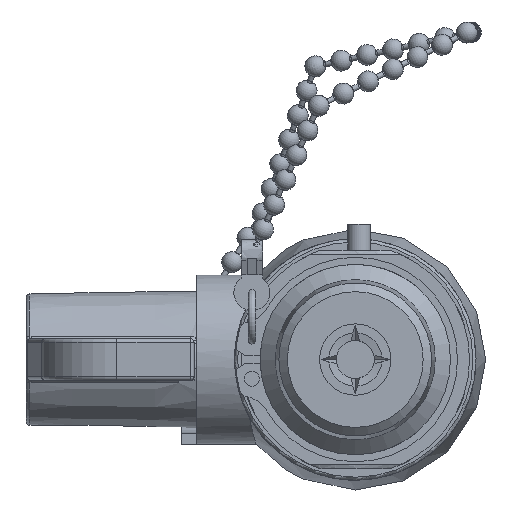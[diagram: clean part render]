
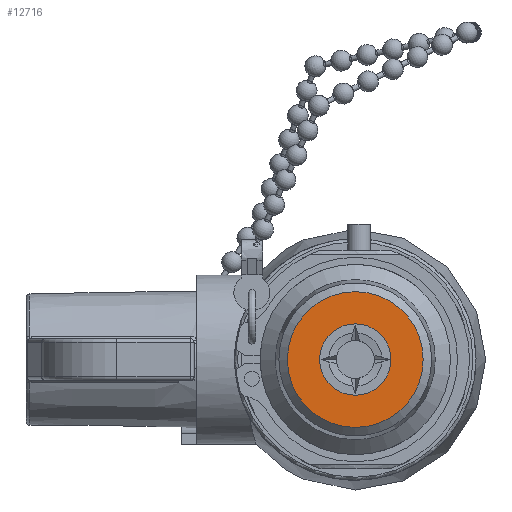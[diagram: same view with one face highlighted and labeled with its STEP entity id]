
A CAD part, left-side view. The second image highlights one B-rep face of the part: STEP entity #12716.
In plain terms, the highlighted planar face has unit normal (-1, 0, 0).
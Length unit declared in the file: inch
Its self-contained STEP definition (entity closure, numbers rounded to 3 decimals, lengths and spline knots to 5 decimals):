
#12553=CARTESIAN_POINT('',(-5.287,0.23438,0.));
#12554=VERTEX_POINT('',#12553);
#12555=CARTESIAN_POINT('',(-5.287,0.,0.));
#12556=DIRECTION('',(1.0,0.0,0.0));
#12557=DIRECTION('',(0.0,1.0,0.0));
#12558=AXIS2_PLACEMENT_3D('',#12555,#12556,#12557);
#12559=CIRCLE('',#12558,0.23438);
#12560=EDGE_CURVE('',#12554,#12554,#12559,.T.);
#12693=CARTESIAN_POINT('',(-5.287,0.44575,0.));
#12694=VERTEX_POINT('',#12693);
#12695=CARTESIAN_POINT('',(-5.287,0.,0.));
#12696=DIRECTION('',(1.0,0.0,0.0));
#12697=DIRECTION('',(0.0,1.0,0.0));
#12698=AXIS2_PLACEMENT_3D('',#12695,#12696,#12697);
#12699=CIRCLE('',#12698,0.44575);
#12700=EDGE_CURVE('',#12694,#12694,#12699,.T.);
#12705=CARTESIAN_POINT('',(-5.287,0.34006,0.));
#12706=DIRECTION('',(-1.0,0.0,0.0));
#12707=DIRECTION('',(0.0,0.0,1.0));
#12708=AXIS2_PLACEMENT_3D('',#12705,#12706,#12707);
#12709=PLANE('',#12708);
#12710=ORIENTED_EDGE('',*,*,#12700,.F.);
#12711=EDGE_LOOP('',(#12710));
#12712=FACE_OUTER_BOUND('',#12711,.T.);
#12713=ORIENTED_EDGE('',*,*,#12560,.T.);
#12714=EDGE_LOOP('',(#12713));
#12715=FACE_BOUND('',#12714,.T.);
#12716=ADVANCED_FACE('',(#12712,#12715),#12709,.T.);
